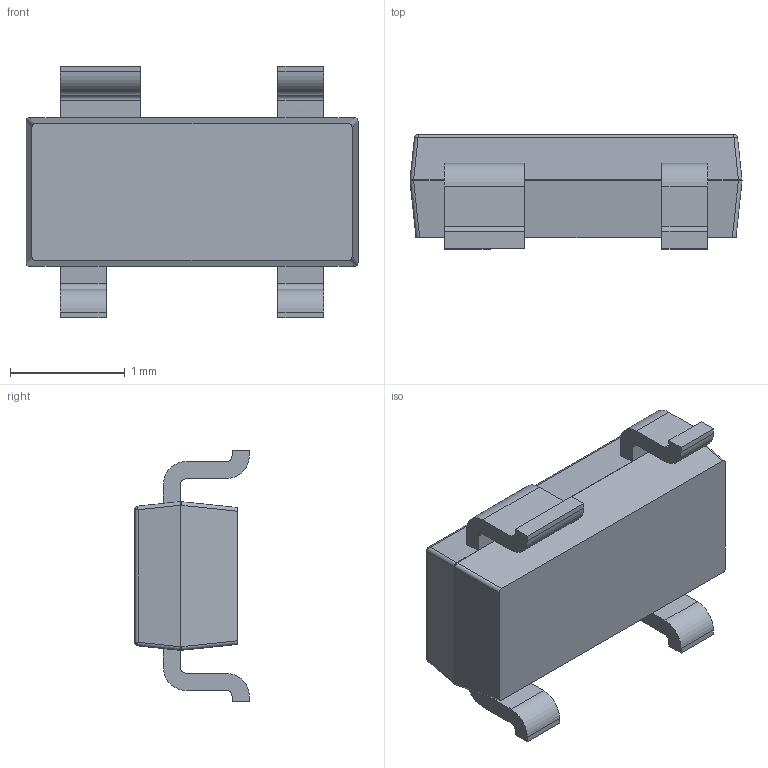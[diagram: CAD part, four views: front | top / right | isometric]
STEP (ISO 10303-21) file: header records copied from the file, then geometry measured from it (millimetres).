
FILE_DESCRIPTION (( 'STEP AP214' ), '1' );
FILE_NAME ('SOT143B.STEP', '2016-03-13T06:44:43', ( '' ), ( '' ), 'SwSTEP 2.0', 'SolidWorks 2015', '' );
FILE_SCHEMA (( 'AUTOMOTIVE_DESIGN' ));
Length unit declared in the file: millimetre
Products named in the file (1): SOT143B
Bounding box: 2.9 x 1 x 2.2 mm (x, y, z)
Volume: 3.5 mm3; surface area: 18.8 mm2
Topology: 1 solids, 1 shells, 95 faces, 253 edges, 155 vertices
Faces by surface type: plane 47, cylinder 38, bspline 10
Entity records: 4078 total; most frequent: CARTESIAN_POINT 660, DIRECTION 495, ORIENTED_EDGE 494, EDGE_CURVE 247, AXIS2_PLACEMENT_3D 166, LINE 163, VECTOR 163, VERTEX_POINT 155
